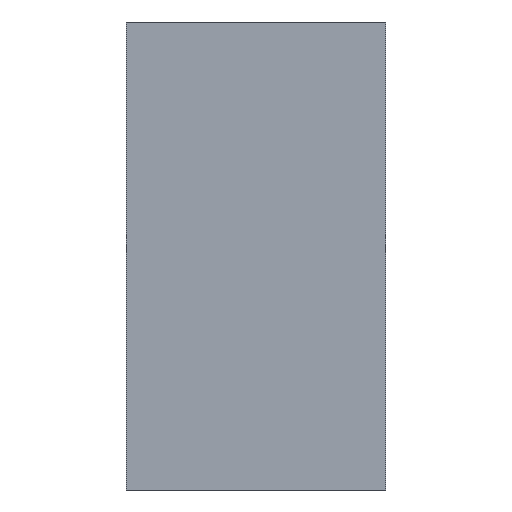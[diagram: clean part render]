
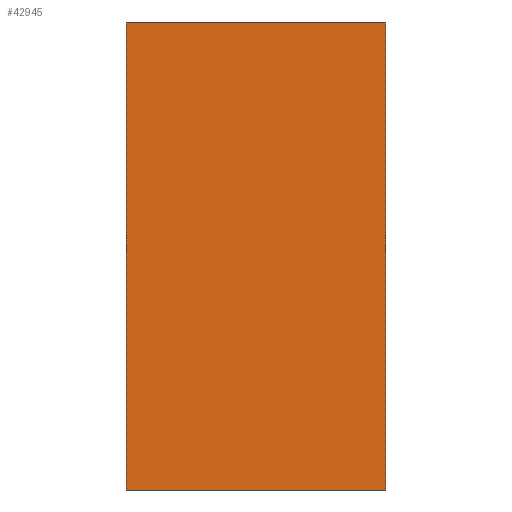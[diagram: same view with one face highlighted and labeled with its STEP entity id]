
A CAD part, front view. The second image highlights one B-rep face of the part: STEP entity #42945.
In plain terms, the highlighted planar face has unit normal (0, -1, 0).
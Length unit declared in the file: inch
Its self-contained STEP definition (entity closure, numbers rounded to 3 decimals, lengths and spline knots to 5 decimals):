
#1729 = DIRECTION ( 'NONE',  ( 0., 1., 0. ) ) ;
#5853 = ORIENTED_EDGE ( 'NONE', *, *, #41808, .T. ) ;
#7009 = CARTESIAN_POINT ( 'NONE',  ( -13.25, -3.25, 42.875 ) ) ;
#7195 = DIRECTION ( 'NONE',  ( 0., 0., 1. ) ) ;
#8001 = VECTOR ( 'NONE', #30416, 39.37008 ) ;
#8033 = DIRECTION ( 'NONE',  ( -1., 0., 0. ) ) ;
#10605 = CARTESIAN_POINT ( 'NONE',  ( -13.25, -3.25, -24.875 ) ) ;
#10665 = VERTEX_POINT ( 'NONE', #14384 ) ;
#10980 = CARTESIAN_POINT ( 'NONE',  ( -13.25, -3.25, -24.875 ) ) ;
#11010 = LINE ( 'NONE', #22888, #19889 ) ;
#13222 = CARTESIAN_POINT ( 'NONE',  ( 24.25, -3.25, -24.875 ) ) ;
#13749 = PLANE ( 'NONE',  #46981 ) ;
#14384 = CARTESIAN_POINT ( 'NONE',  ( 24.25, -3.25, 42.875 ) ) ;
#15279 = LINE ( 'NONE', #23274, #24752 ) ;
#17876 = VERTEX_POINT ( 'NONE', #13222 ) ;
#18113 = EDGE_CURVE ( 'NONE', #17876, #10665, #15279, .T. ) ;
#18657 = FACE_OUTER_BOUND ( 'NONE', #49923, .T. ) ;
#19889 = VECTOR ( 'NONE', #8033, 39.37008 ) ;
#20283 = VERTEX_POINT ( 'NONE', #7009 ) ;
#21830 = ORIENTED_EDGE ( 'NONE', *, *, #27876, .T. ) ;
#22888 = CARTESIAN_POINT ( 'NONE',  ( -13.25, -3.25, 42.875 ) ) ;
#23274 = CARTESIAN_POINT ( 'NONE',  ( 24.25, -3.25, -24.875 ) ) ;
#23529 = DIRECTION ( 'NONE',  ( 1., 0., 0. ) ) ;
#24752 = VECTOR ( 'NONE', #7195, 39.37008 ) ;
#26013 = VERTEX_POINT ( 'NONE', #10605 ) ;
#27876 = EDGE_CURVE ( 'NONE', #10665, #20283, #11010, .T. ) ;
#30416 = DIRECTION ( 'NONE',  ( 0., 0., -1. ) ) ;
#33294 = LINE ( 'NONE', #10980, #8001 ) ;
#34161 = ORIENTED_EDGE ( 'NONE', *, *, #49187, .T. ) ;
#37619 = DIRECTION ( 'NONE',  ( 0., 0., 1. ) ) ;
#40935 = LINE ( 'NONE', #43759, #50994 ) ;
#41808 = EDGE_CURVE ( 'NONE', #26013, #17876, #40935, .T. ) ;
#42096 = CARTESIAN_POINT ( 'NONE',  ( 0., -3.25, 0. ) ) ;
#42180 = ORIENTED_EDGE ( 'NONE', *, *, #18113, .T. ) ;
#42945 = ADVANCED_FACE ( 'NONE', ( #18657 ), #13749, .F. ) ;
#43759 = CARTESIAN_POINT ( 'NONE',  ( -13.25, -3.25, -24.875 ) ) ;
#46981 = AXIS2_PLACEMENT_3D ( 'NONE', #42096, #1729, #37619 ) ;
#49187 = EDGE_CURVE ( 'NONE', #20283, #26013, #33294, .T. ) ;
#49923 = EDGE_LOOP ( 'NONE', ( #42180, #21830, #34161, #5853 ) ) ;
#50994 = VECTOR ( 'NONE', #23529, 39.37008 ) ;
